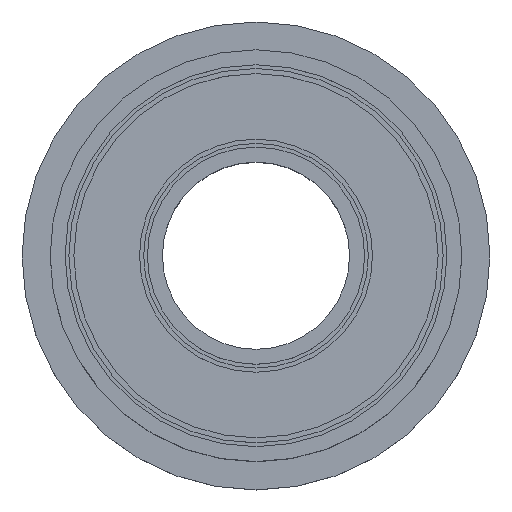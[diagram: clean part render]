
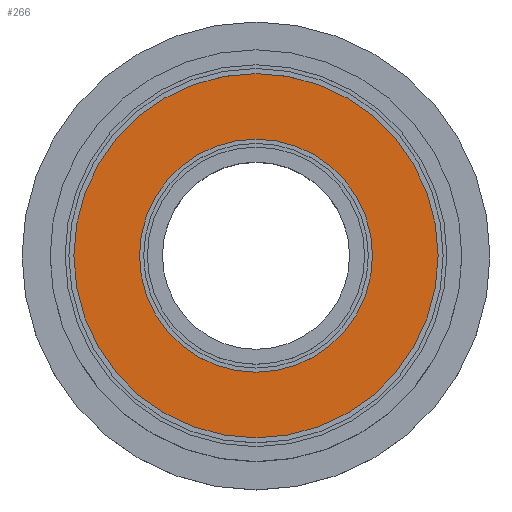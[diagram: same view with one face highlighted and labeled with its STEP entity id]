
A CAD part, top view. The second image highlights one B-rep face of the part: STEP entity #266.
In plain terms, the highlighted planar face has unit normal (0, 0, 1).
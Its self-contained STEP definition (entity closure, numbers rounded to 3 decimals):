
#28 = CARTESIAN_POINT ( 'NONE',  ( 0., 0., 2.35 ) ) ;
#89 = DIRECTION ( 'NONE',  ( 0., 0., 1. ) ) ;
#103 = EDGE_CURVE ( 'NONE', #1101, #526, #983, .T. ) ;
#200 = CIRCLE ( 'NONE', #1070, 3.113 ) ;
#219 = DIRECTION ( 'NONE',  ( 0., 0., 1. ) ) ;
#232 = CARTESIAN_POINT ( 'NONE',  ( 4.865, 0., 2.35 ) ) ;
#233 = FACE_BOUND ( 'NONE', #949, .T. ) ;
#246 = CARTESIAN_POINT ( 'NONE',  ( 0., 0., 2.35 ) ) ;
#253 = FACE_OUTER_BOUND ( 'NONE', #977, .T. ) ;
#266 = ADVANCED_FACE ( 'NONE', ( #233, #253 ), #901, .T. ) ;
#499 = CARTESIAN_POINT ( 'NONE',  ( 0., 0., 2.35 ) ) ;
#526 = VERTEX_POINT ( 'NONE', #1170 ) ;
#556 = DIRECTION ( 'NONE',  ( 1., 0., 0. ) ) ;
#563 = AXIS2_PLACEMENT_3D ( 'NONE', #246, #819, #606 ) ;
#592 = DIRECTION ( 'NONE',  ( 1., 0., 0. ) ) ;
#604 = CARTESIAN_POINT ( 'NONE',  ( -4.865, 0., 2.35 ) ) ;
#606 = DIRECTION ( 'NONE',  ( 1., 0., 0. ) ) ;
#623 = CARTESIAN_POINT ( 'NONE',  ( 0., 0., 2.35 ) ) ;
#641 = VERTEX_POINT ( 'NONE', #232 ) ;
#689 = DIRECTION ( 'NONE',  ( 0., 0., 1. ) ) ;
#700 = CARTESIAN_POINT ( 'NONE',  ( 3.113, 0., 2.35 ) ) ;
#703 = EDGE_CURVE ( 'NONE', #641, #1082, #875, .T. ) ;
#818 = DIRECTION ( 'NONE',  ( 0., 0., 1. ) ) ;
#819 = DIRECTION ( 'NONE',  ( 0., 0., 1. ) ) ;
#851 = DIRECTION ( 'NONE',  ( 1., 0., 0. ) ) ;
#875 = CIRCLE ( 'NONE', #1062, 4.865 ) ;
#881 = AXIS2_PLACEMENT_3D ( 'NONE', #950, #89, #851 ) ;
#892 = DIRECTION ( 'NONE',  ( 1., 0., 0. ) ) ;
#901 = PLANE ( 'NONE',  #563 ) ;
#949 = EDGE_LOOP ( 'NONE', ( #1018, #1031 ) ) ;
#950 = CARTESIAN_POINT ( 'NONE',  ( 0., 0., 2.35 ) ) ;
#977 = EDGE_LOOP ( 'NONE', ( #1153, #1076 ) ) ;
#983 = CIRCLE ( 'NONE', #1053, 3.113 ) ;
#1018 = ORIENTED_EDGE ( 'NONE', *, *, #103, .F. ) ;
#1031 = ORIENTED_EDGE ( 'NONE', *, *, #1161, .F. ) ;
#1053 = AXIS2_PLACEMENT_3D ( 'NONE', #28, #689, #592 ) ;
#1058 = EDGE_CURVE ( 'NONE', #1082, #641, #1135, .T. ) ;
#1062 = AXIS2_PLACEMENT_3D ( 'NONE', #623, #818, #556 ) ;
#1070 = AXIS2_PLACEMENT_3D ( 'NONE', #499, #219, #892 ) ;
#1076 = ORIENTED_EDGE ( 'NONE', *, *, #1058, .T. ) ;
#1082 = VERTEX_POINT ( 'NONE', #604 ) ;
#1101 = VERTEX_POINT ( 'NONE', #700 ) ;
#1135 = CIRCLE ( 'NONE', #881, 4.865 ) ;
#1153 = ORIENTED_EDGE ( 'NONE', *, *, #703, .T. ) ;
#1161 = EDGE_CURVE ( 'NONE', #526, #1101, #200, .T. ) ;
#1170 = CARTESIAN_POINT ( 'NONE',  ( -3.113, 0., 2.35 ) ) ;
